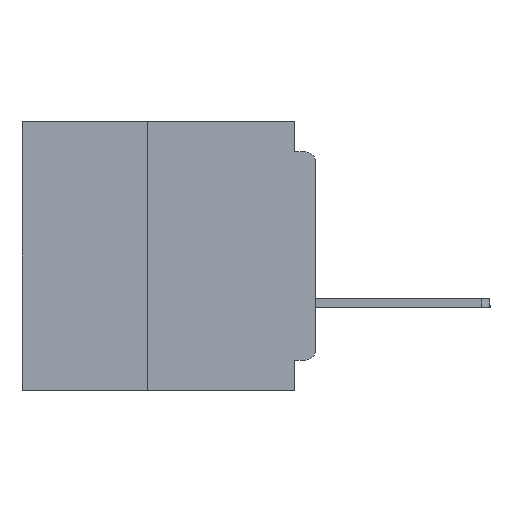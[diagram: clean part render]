
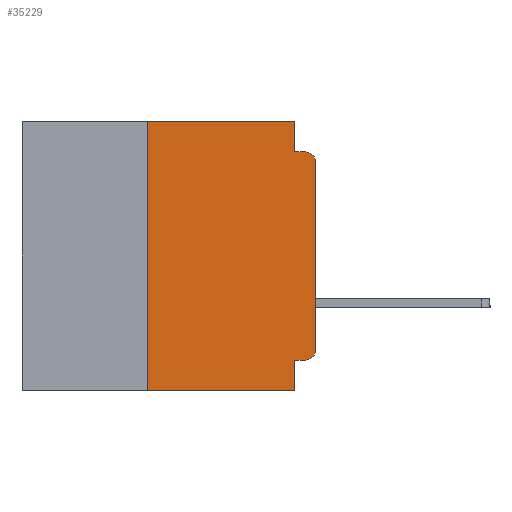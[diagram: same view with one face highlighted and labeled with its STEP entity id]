
A CAD part, left-side view. The second image highlights one B-rep face of the part: STEP entity #35229.
In plain terms, the highlighted planar face has unit normal (-1, 0, 0).
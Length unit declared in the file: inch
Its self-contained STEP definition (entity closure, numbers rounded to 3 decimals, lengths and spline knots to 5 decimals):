
#572 = CARTESIAN_POINT ( 'NONE',  ( 0., 0.031, 0. ) ) ;
#1597 = FACE_OUTER_BOUND ( 'NONE', #27604, .T. ) ;
#2100 = AXIS2_PLACEMENT_3D ( 'NONE', #50114, #22921, #54643 ) ;
#3653 = CARTESIAN_POINT ( 'NONE',  ( 0., 0.25, 0. ) ) ;
#4030 = CARTESIAN_POINT ( 'NONE',  ( 0., 0.031, -0.4 ) ) ;
#4665 = DIRECTION ( 'NONE',  ( 0., -1., 0. ) ) ;
#5226 = LINE ( 'NONE', #46033, #16136 ) ;
#5235 = VERTEX_POINT ( 'NONE', #38327 ) ;
#5988 = CARTESIAN_POINT ( 'NONE',  ( 0., 0., 0. ) ) ;
#6862 = EDGE_CURVE ( 'NONE', #5235, #13824, #27623, .T. ) ;
#6999 = CIRCLE ( 'NONE', #21525, 0.015 ) ;
#7889 = EDGE_CURVE ( 'NONE', #12800, #50131, #43073, .T. ) ;
#7990 = LINE ( 'NONE', #54596, #43062 ) ;
#9793 = VECTOR ( 'NONE', #29208, 39.37008 ) ;
#11047 = EDGE_CURVE ( 'NONE', #17809, #54686, #38439, .T. ) ;
#12800 = VERTEX_POINT ( 'NONE', #20250 ) ;
#13824 = VERTEX_POINT ( 'NONE', #23945 ) ;
#14619 = CARTESIAN_POINT ( 'NONE',  ( 0., 0.25, -0.4 ) ) ;
#16136 = VECTOR ( 'NONE', #4665, 39.37008 ) ;
#16436 = LINE ( 'NONE', #572, #51339 ) ;
#16789 = DIRECTION ( 'NONE',  ( -1., 0., 0. ) ) ;
#16838 = VECTOR ( 'NONE', #28716, 39.37008 ) ;
#17159 = EDGE_CURVE ( 'NONE', #13824, #57944, #54323, .T. ) ;
#17809 = VERTEX_POINT ( 'NONE', #14619 ) ;
#18036 = VECTOR ( 'NONE', #46437, 39.37008 ) ;
#18290 = PLANE ( 'NONE',  #2100 ) ;
#18947 = DIRECTION ( 'NONE',  ( 0., -1., 0. ) ) ;
#19293 = ORIENTED_EDGE ( 'NONE', *, *, #11047, .F. ) ;
#19967 = AXIS2_PLACEMENT_3D ( 'NONE', #44073, #16789, #48638 ) ;
#20048 = CARTESIAN_POINT ( 'NONE',  ( 0., 0.015, -0.34 ) ) ;
#20250 = CARTESIAN_POINT ( 'NONE',  ( 0., 0.031, -0.045 ) ) ;
#20921 = CIRCLE ( 'NONE', #19967, 0.015 ) ;
#21525 = AXIS2_PLACEMENT_3D ( 'NONE', #20048, #51836, #24646 ) ;
#22083 = ORIENTED_EDGE ( 'NONE', *, *, #54815, .F. ) ;
#22472 = ORIENTED_EDGE ( 'NONE', *, *, #45360, .F. ) ;
#22541 = CARTESIAN_POINT ( 'NONE',  ( 0., 0.015, -0.045 ) ) ;
#22921 = DIRECTION ( 'NONE',  ( 1., 0., 0. ) ) ;
#23637 = CARTESIAN_POINT ( 'NONE',  ( 0., 0.031, 0. ) ) ;
#23899 = ORIENTED_EDGE ( 'NONE', *, *, #6862, .F. ) ;
#23945 = CARTESIAN_POINT ( 'NONE',  ( 0., 0.031, -0.355 ) ) ;
#24262 = ORIENTED_EDGE ( 'NONE', *, *, #44390, .T. ) ;
#24297 = VERTEX_POINT ( 'NONE', #27617 ) ;
#24509 = EDGE_CURVE ( 'NONE', #24297, #32368, #46262, .T. ) ;
#24646 = DIRECTION ( 'NONE',  ( 0., 0., -1. ) ) ;
#25220 = ORIENTED_EDGE ( 'NONE', *, *, #56734, .T. ) ;
#25339 = ORIENTED_EDGE ( 'NONE', *, *, #17159, .F. ) ;
#26367 = VECTOR ( 'NONE', #27439, 39.37008 ) ;
#27245 = CARTESIAN_POINT ( 'NONE',  ( 0., 0.25, -0.4 ) ) ;
#27439 = DIRECTION ( 'NONE',  ( 0., 0., 1. ) ) ;
#27604 = EDGE_LOOP ( 'NONE', ( #28231, #24262, #28539, #22472, #22083, #19293, #28351, #25339, #23899, #25220 ) ) ;
#27617 = CARTESIAN_POINT ( 'NONE',  ( 0., 0., -0.34 ) ) ;
#27623 = LINE ( 'NONE', #51471, #16838 ) ;
#28231 = ORIENTED_EDGE ( 'NONE', *, *, #24509, .T. ) ;
#28351 = ORIENTED_EDGE ( 'NONE', *, *, #50198, .T. ) ;
#28539 = ORIENTED_EDGE ( 'NONE', *, *, #7889, .F. ) ;
#28716 = DIRECTION ( 'NONE',  ( 0., 1., 0. ) ) ;
#29208 = DIRECTION ( 'NONE',  ( 0., 0., 1. ) ) ;
#31050 = VECTOR ( 'NONE', #18947, 39.37008 ) ;
#32368 = VERTEX_POINT ( 'NONE', #54206 ) ;
#35229 = ADVANCED_FACE ( 'NONE', ( #1597 ), #18290, .F. ) ;
#37289 = CARTESIAN_POINT ( 'NONE',  ( 0., 0.031, -0.4 ) ) ;
#38327 = CARTESIAN_POINT ( 'NONE',  ( 0., 0.015, -0.355 ) ) ;
#38439 = LINE ( 'NONE', #27245, #26367 ) ;
#41988 = DIRECTION ( 'NONE',  ( 0., 0., -1. ) ) ;
#43062 = VECTOR ( 'NONE', #59083, 39.37008 ) ;
#43073 = LINE ( 'NONE', #50577, #31050 ) ;
#44073 = CARTESIAN_POINT ( 'NONE',  ( 0., 0.015, -0.06 ) ) ;
#44390 = EDGE_CURVE ( 'NONE', #32368, #50131, #20921, .T. ) ;
#45360 = EDGE_CURVE ( 'NONE', #45942, #12800, #16436, .T. ) ;
#45942 = VERTEX_POINT ( 'NONE', #23637 ) ;
#46033 = CARTESIAN_POINT ( 'NONE',  ( 0., 0.437, -0.4 ) ) ;
#46262 = LINE ( 'NONE', #5988, #9793 ) ;
#46437 = DIRECTION ( 'NONE',  ( 0., 0., -1. ) ) ;
#48638 = DIRECTION ( 'NONE',  ( 0., 0., -1. ) ) ;
#50114 = CARTESIAN_POINT ( 'NONE',  ( 0., 0.437, 0. ) ) ;
#50131 = VERTEX_POINT ( 'NONE', #22541 ) ;
#50198 = EDGE_CURVE ( 'NONE', #17809, #57944, #5226, .T. ) ;
#50577 = CARTESIAN_POINT ( 'NONE',  ( 0., 0., -0.045 ) ) ;
#51339 = VECTOR ( 'NONE', #41988, 39.37008 ) ;
#51471 = CARTESIAN_POINT ( 'NONE',  ( 0., 0., -0.355 ) ) ;
#51836 = DIRECTION ( 'NONE',  ( -1., 0., 0. ) ) ;
#54206 = CARTESIAN_POINT ( 'NONE',  ( 0., 0., -0.06 ) ) ;
#54323 = LINE ( 'NONE', #37289, #18036 ) ;
#54596 = CARTESIAN_POINT ( 'NONE',  ( 0., 0.437, 0. ) ) ;
#54643 = DIRECTION ( 'NONE',  ( 0., 0., -1. ) ) ;
#54686 = VERTEX_POINT ( 'NONE', #3653 ) ;
#54815 = EDGE_CURVE ( 'NONE', #54686, #45942, #7990, .T. ) ;
#56734 = EDGE_CURVE ( 'NONE', #5235, #24297, #6999, .T. ) ;
#57944 = VERTEX_POINT ( 'NONE', #4030 ) ;
#59083 = DIRECTION ( 'NONE',  ( 0., -1., 0. ) ) ;
